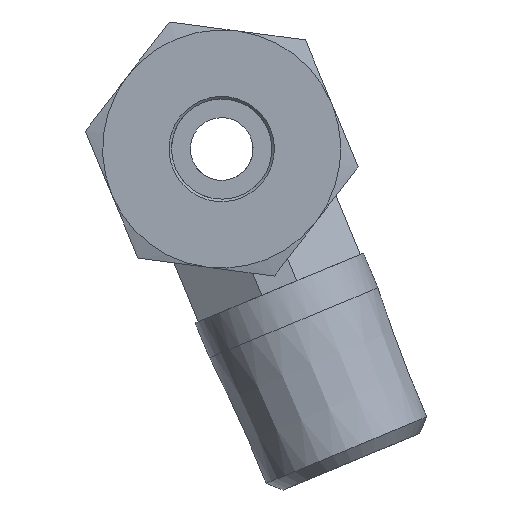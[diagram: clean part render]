
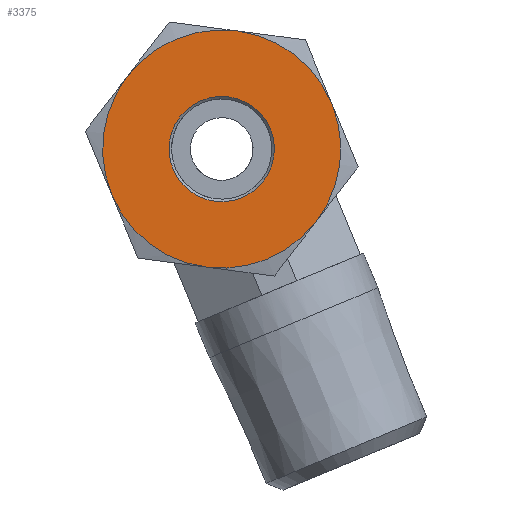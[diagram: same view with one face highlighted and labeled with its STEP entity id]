
A CAD part, front view. The second image highlights one B-rep face of the part: STEP entity #3375.
In plain terms, the highlighted face is planar.
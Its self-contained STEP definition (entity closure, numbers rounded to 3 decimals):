
#3279=CARTESIAN_POINT('',(4.2,0.,16.5));
#3280=VERTEX_POINT('',#3279);
#3281=CARTESIAN_POINT('',(0.0,0.0,16.5));
#3282=DIRECTION('',(0.0,0.0,1.0));
#3283=DIRECTION('',(-1.0,0.0,0.0));
#3284=AXIS2_PLACEMENT_3D('',#3281,#3282,#3283);
#3285=CIRCLE('',#3284,4.2);
#3286=EDGE_CURVE('',#3280,#3280,#3285,.T.);
#3311=CARTESIAN_POINT('',(0.,0.,16.5));
#3312=DIRECTION('',(0.0,0.0,1.0));
#3313=DIRECTION('',(1.0,0.0,0.0));
#3314=AXIS2_PLACEMENT_3D('',#3311,#3312,#3313);
#3315=PLANE('',#3314);
#3316=CARTESIAN_POINT('',(-4.75,-8.227,16.5));
#3317=VERTEX_POINT('',#3316);
#3318=CARTESIAN_POINT('',(4.75,-8.227,16.5));
#3319=VERTEX_POINT('',#3318);
#3320=CARTESIAN_POINT('',(0.0,0.0,16.5));
#3321=DIRECTION('',(0.0,0.0,1.0));
#3322=DIRECTION('',(-0.5,-0.866,0.0));
#3323=AXIS2_PLACEMENT_3D('',#3320,#3321,#3322);
#3324=CIRCLE('',#3323,9.5);
#3325=EDGE_CURVE('',#3317,#3319,#3324,.T.);
#3326=ORIENTED_EDGE('',*,*,#3325,.T.);
#3327=CARTESIAN_POINT('',(9.5,0.,16.5));
#3328=VERTEX_POINT('',#3327);
#3329=CARTESIAN_POINT('',(0.0,0.0,16.5));
#3330=DIRECTION('',(0.0,0.0,1.0));
#3331=DIRECTION('',(-0.5,-0.866,0.0));
#3332=AXIS2_PLACEMENT_3D('',#3329,#3330,#3331);
#3333=CIRCLE('',#3332,9.5);
#3334=EDGE_CURVE('',#3319,#3328,#3333,.T.);
#3335=ORIENTED_EDGE('',*,*,#3334,.T.);
#3336=CARTESIAN_POINT('',(4.75,8.227,16.5));
#3337=VERTEX_POINT('',#3336);
#3338=CARTESIAN_POINT('',(0.0,0.0,16.5));
#3339=DIRECTION('',(0.0,0.0,1.0));
#3340=DIRECTION('',(-0.5,-0.866,0.0));
#3341=AXIS2_PLACEMENT_3D('',#3338,#3339,#3340);
#3342=CIRCLE('',#3341,9.5);
#3343=EDGE_CURVE('',#3328,#3337,#3342,.T.);
#3344=ORIENTED_EDGE('',*,*,#3343,.T.);
#3345=CARTESIAN_POINT('',(-4.75,8.227,16.5));
#3346=VERTEX_POINT('',#3345);
#3347=CARTESIAN_POINT('',(0.0,0.0,16.5));
#3348=DIRECTION('',(0.0,0.0,1.0));
#3349=DIRECTION('',(-0.5,-0.866,0.0));
#3350=AXIS2_PLACEMENT_3D('',#3347,#3348,#3349);
#3351=CIRCLE('',#3350,9.5);
#3352=EDGE_CURVE('',#3337,#3346,#3351,.T.);
#3353=ORIENTED_EDGE('',*,*,#3352,.T.);
#3354=CARTESIAN_POINT('',(-9.5,0.0,16.5));
#3355=VERTEX_POINT('',#3354);
#3356=CARTESIAN_POINT('',(0.0,0.0,16.5));
#3357=DIRECTION('',(0.0,0.0,1.0));
#3358=DIRECTION('',(-0.5,-0.866,0.0));
#3359=AXIS2_PLACEMENT_3D('',#3356,#3357,#3358);
#3360=CIRCLE('',#3359,9.5);
#3361=EDGE_CURVE('',#3346,#3355,#3360,.T.);
#3362=ORIENTED_EDGE('',*,*,#3361,.T.);
#3363=CARTESIAN_POINT('',(0.0,0.0,16.5));
#3364=DIRECTION('',(0.0,0.0,1.0));
#3365=DIRECTION('',(-0.5,-0.866,0.0));
#3366=AXIS2_PLACEMENT_3D('',#3363,#3364,#3365);
#3367=CIRCLE('',#3366,9.5);
#3368=EDGE_CURVE('',#3355,#3317,#3367,.T.);
#3369=ORIENTED_EDGE('',*,*,#3368,.T.);
#3370=EDGE_LOOP('',(#3326,#3335,#3344,#3353,#3362,#3369));
#3371=FACE_OUTER_BOUND('',#3370,.T.);
#3372=ORIENTED_EDGE('',*,*,#3286,.F.);
#3373=EDGE_LOOP('',(#3372));
#3374=FACE_BOUND('',#3373,.T.);
#3375=ADVANCED_FACE('',(#3371,#3374),#3315,.T.);
